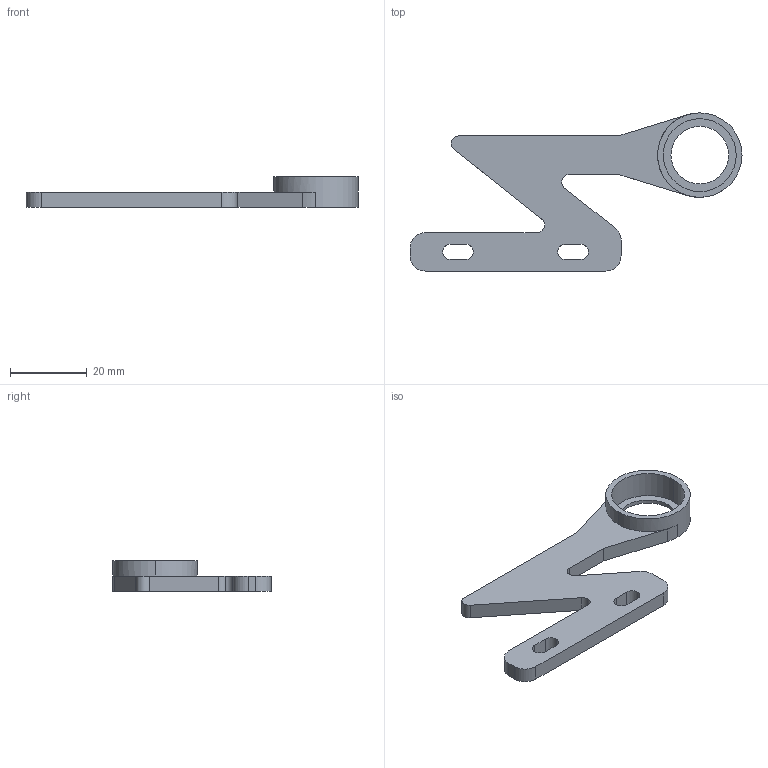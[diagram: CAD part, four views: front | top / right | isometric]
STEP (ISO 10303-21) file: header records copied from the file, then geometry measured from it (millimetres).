
FILE_DESCRIPTION (( 'STEP AP214' ), '1' );
FILE_NAME ('S.STEP', '2021-02-14T11:20:18', ( '' ), ( '' ), 'SwSTEP 2.0', 'SolidWorks 2020', '' );
FILE_SCHEMA (( 'AUTOMOTIVE_DESIGN' ));
Length unit declared in the file: millimetre
Products named in the file (1): S
Bounding box: 86.5 x 41.2 x 8 mm (x, y, z)
Volume: 6093.5 mm3; surface area: 5113.7 mm2
Topology: 1 solids, 1 shells, 43 faces, 122 edges, 82 vertices
Faces by surface type: cylinder 25, plane 18
Entity records: 1472 total; most frequent: DIRECTION 260, CARTESIAN_POINT 254, ORIENTED_EDGE 244, EDGE_CURVE 122, AXIS2_PLACEMENT_3D 96, VERTEX_POINT 82, LINE 68, VECTOR 68
